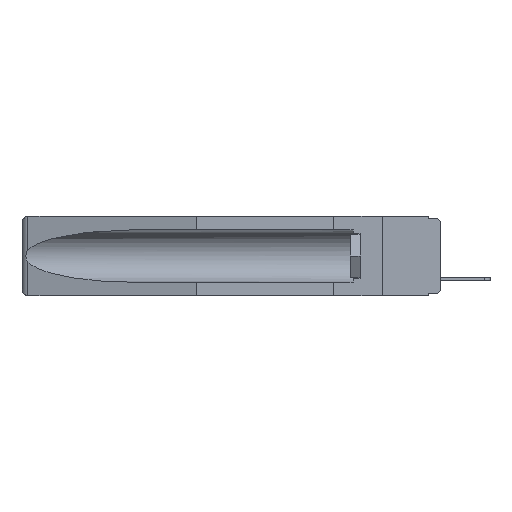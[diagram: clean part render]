
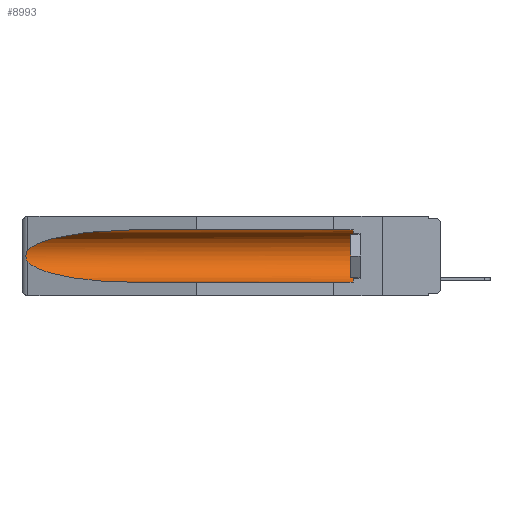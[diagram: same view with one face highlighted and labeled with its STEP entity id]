
A CAD part, left-side view. The second image highlights one B-rep face of the part: STEP entity #8993.
In plain terms, the highlighted cylindrical face has radius 2.857 mm (diameter 5.715 mm), a partial arc.
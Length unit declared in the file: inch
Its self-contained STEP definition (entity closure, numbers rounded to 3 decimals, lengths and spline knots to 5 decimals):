
#175 = CARTESIAN_POINT ( 'NONE',  ( 0.26537, 1.52718, -0.19328 ) ) ;
#624 = EDGE_CURVE ( 'NONE', #18108, #11686, #5198, .T. ) ;
#1151 = CARTESIAN_POINT ( 'NONE',  ( 0.155, 1.07973, -0.059 ) ) ;
#1169 = B_SPLINE_CURVE_WITH_KNOTS ( 'NONE', 3,
 ( #17752, #14446, #16124, #11212, #4793, #6327, #17819, #3384, #11273, #175 ),
 .UNSPECIFIED., .F., .F.,
 ( 4, 2, 2, 2, 4 ),
 ( 0., 0.00029, 0.00058, 0.00087, 0.00117 ),
 .UNSPECIFIED. ) ;
#1400 = CARTESIAN_POINT ( 'NONE',  ( 0.155, -0.30754, -0.1715 ) ) ;
#1762 = AXIS2_PLACEMENT_3D ( 'NONE', #1400, #15796, #2834 ) ;
#1817 = CARTESIAN_POINT ( 'NONE',  ( 0.155, 0.126, -0.1715 ) ) ;
#2006 = CARTESIAN_POINT ( 'NONE',  ( 0.155, -0.30754, -0.059 ) ) ;
#2179 = EDGE_CURVE ( 'NONE', #19283, #7738, #2752, .T. ) ;
#2707 = ORIENTED_EDGE ( 'NONE', *, *, #7203, .T. ) ;
#2752 =( BOUNDED_CURVE ( )  B_SPLINE_CURVE ( 3, ( #11095, #14543, #11161, #4947 ),
 .UNSPECIFIED., .F., .F. ) 
 B_SPLINE_CURVE_WITH_KNOTS ( ( 4, 4 ),
 ( 0.1948, 1.5708 ),
 .UNSPECIFIED. ) 
 CURVE ( )  GEOMETRIC_REPRESENTATION_ITEM ( )  RATIONAL_B_SPLINE_CURVE ( ( 1., 0.848, 0.848, 1. ) ) 
 REPRESENTATION_ITEM ( '' )  );
#2834 = DIRECTION ( 'NONE',  ( 0., 0., 1. ) ) ;
#3326 = CARTESIAN_POINT ( 'NONE',  ( 0.155, -0.30754, -0.284 ) ) ;
#3384 = CARTESIAN_POINT ( 'NONE',  ( 0.26655, 1.53094, -0.18657 ) ) ;
#3389 = EDGE_CURVE ( 'NONE', #10968, #7738, #5285, .T. ) ;
#4793 = CARTESIAN_POINT ( 'NONE',  ( 0.2675, 1.53308, -0.16763 ) ) ;
#4947 = CARTESIAN_POINT ( 'NONE',  ( 0.155, 1.07973, -0.284 ) ) ;
#5105 = LINE ( 'NONE', #2006, #11834 ) ;
#5198 =( BOUNDED_CURVE ( )  B_SPLINE_CURVE ( 3, ( #19850, #5571, #19980, #16843 ),
 .UNSPECIFIED., .F., .F. ) 
 B_SPLINE_CURVE_WITH_KNOTS ( ( 4, 4 ),
 ( 4.71239, 6.08839 ),
 .UNSPECIFIED. ) 
 CURVE ( )  GEOMETRIC_REPRESENTATION_ITEM ( )  RATIONAL_B_SPLINE_CURVE ( ( 1., 0.848, 0.848, 1. ) ) 
 REPRESENTATION_ITEM ( '' )  );
#5242 = CIRCLE ( 'NONE', #18540, 0.1125 ) ;
#5285 = LINE ( 'NONE', #3326, #12240 ) ;
#5571 = CARTESIAN_POINT ( 'NONE',  ( 0.21114, 1.30732, -0.059 ) ) ;
#6327 = CARTESIAN_POINT ( 'NONE',  ( 0.2675, 1.53308, -0.17534 ) ) ;
#6613 = CARTESIAN_POINT ( 'NONE',  ( 0.26537, 1.52718, -0.14972 ) ) ;
#6639 = CARTESIAN_POINT ( 'NONE',  ( 0.155, 0.126, -0.284 ) ) ;
#7203 = EDGE_CURVE ( 'NONE', #11686, #19283, #1169, .T. ) ;
#7373 = VERTEX_POINT ( 'NONE', #16469 ) ;
#7659 = ORIENTED_EDGE ( 'NONE', *, *, #624, .T. ) ;
#7738 = VERTEX_POINT ( 'NONE', #9129 ) ;
#7928 = ORIENTED_EDGE ( 'NONE', *, *, #2179, .T. ) ;
#8149 = DIRECTION ( 'NONE',  ( 0., 0., 1. ) ) ;
#8865 = CYLINDRICAL_SURFACE ( 'NONE', #1762, 0.1125 ) ;
#8993 = ADVANCED_FACE ( 'NONE', ( #17360 ), #8865, .F. ) ;
#9129 = CARTESIAN_POINT ( 'NONE',  ( 0.155, 1.07973, -0.284 ) ) ;
#10575 = ORIENTED_EDGE ( 'NONE', *, *, #17157, .T. ) ;
#10968 = VERTEX_POINT ( 'NONE', #6639 ) ;
#11095 = CARTESIAN_POINT ( 'NONE',  ( 0.26537, 1.52718, -0.19328 ) ) ;
#11161 = CARTESIAN_POINT ( 'NONE',  ( 0.21114, 1.30732, -0.284 ) ) ;
#11212 = CARTESIAN_POINT ( 'NONE',  ( 0.2673, 1.5327, -0.16383 ) ) ;
#11273 = CARTESIAN_POINT ( 'NONE',  ( 0.26597, 1.5296, -0.19026 ) ) ;
#11686 = VERTEX_POINT ( 'NONE', #6613 ) ;
#11834 = VECTOR ( 'NONE', #16422, 39.37008 ) ;
#12240 = VECTOR ( 'NONE', #16142, 39.37008 ) ;
#13856 = ORIENTED_EDGE ( 'NONE', *, *, #3389, .F. ) ;
#14446 = CARTESIAN_POINT ( 'NONE',  ( 0.26597, 1.52961, -0.15275 ) ) ;
#14543 = CARTESIAN_POINT ( 'NONE',  ( 0.25451, 1.48313, -0.24835 ) ) ;
#14937 = ORIENTED_EDGE ( 'NONE', *, *, #19940, .T. ) ;
#15470 = EDGE_LOOP ( 'NONE', ( #7659, #2707, #7928, #13856, #10575, #14937 ) ) ;
#15493 = CARTESIAN_POINT ( 'NONE',  ( 0.26537, 1.52718, -0.19328 ) ) ;
#15796 = DIRECTION ( 'NONE',  ( 0., 1., 0. ) ) ;
#16124 = CARTESIAN_POINT ( 'NONE',  ( 0.26654, 1.53092, -0.15636 ) ) ;
#16142 = DIRECTION ( 'NONE',  ( 0., 1., 0. ) ) ;
#16422 = DIRECTION ( 'NONE',  ( 0., 1., 0. ) ) ;
#16469 = CARTESIAN_POINT ( 'NONE',  ( 0.155, 0.126, -0.059 ) ) ;
#16843 = CARTESIAN_POINT ( 'NONE',  ( 0.26537, 1.52718, -0.14972 ) ) ;
#17157 = EDGE_CURVE ( 'NONE', #10968, #7373, #5242, .T. ) ;
#17360 = FACE_OUTER_BOUND ( 'NONE', #15470, .T. ) ;
#17729 = DIRECTION ( 'NONE',  ( 0., -1., 0. ) ) ;
#17752 = CARTESIAN_POINT ( 'NONE',  ( 0.26537, 1.52718, -0.14972 ) ) ;
#17819 = CARTESIAN_POINT ( 'NONE',  ( 0.2673, 1.53269, -0.17917 ) ) ;
#18108 = VERTEX_POINT ( 'NONE', #1151 ) ;
#18540 = AXIS2_PLACEMENT_3D ( 'NONE', #1817, #17729, #8149 ) ;
#19283 = VERTEX_POINT ( 'NONE', #15493 ) ;
#19850 = CARTESIAN_POINT ( 'NONE',  ( 0.155, 1.07973, -0.059 ) ) ;
#19940 = EDGE_CURVE ( 'NONE', #7373, #18108, #5105, .T. ) ;
#19980 = CARTESIAN_POINT ( 'NONE',  ( 0.25451, 1.48313, -0.09465 ) ) ;
